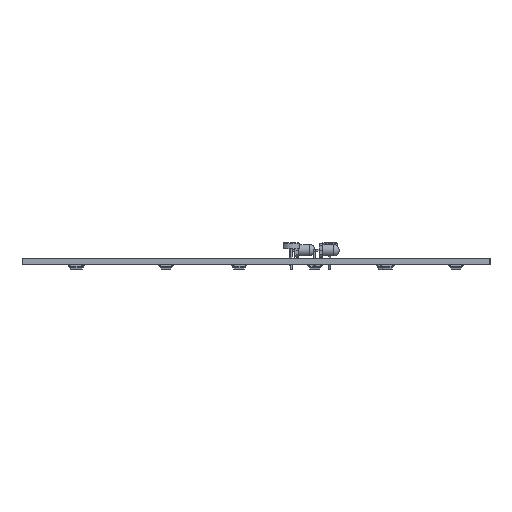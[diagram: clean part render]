
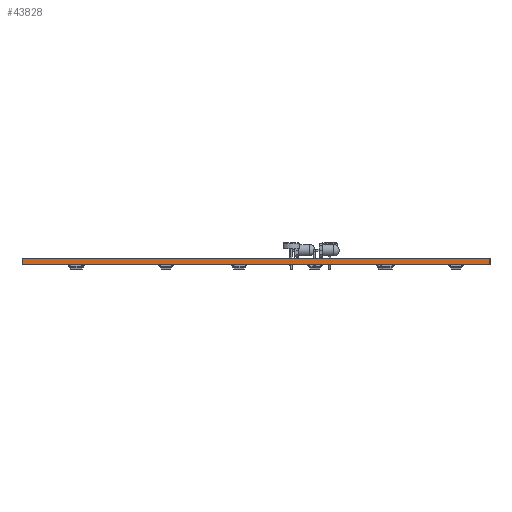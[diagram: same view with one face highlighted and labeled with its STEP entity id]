
A CAD part, left-side view. The second image highlights one B-rep face of the part: STEP entity #43828.
In plain terms, the highlighted planar face has unit normal (-1, 0, 0).
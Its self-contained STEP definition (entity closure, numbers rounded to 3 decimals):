
#11231 = PLANE('',#11232);
#11232 = AXIS2_PLACEMENT_3D('',#11233,#11234,#11235);
#11233 = CARTESIAN_POINT('',(203.345,-86.02,1.58));
#11234 = DIRECTION('',(-0.,-0.,-1.));
#11235 = DIRECTION('',(-1.,0.,0.));
#11259 = PLANE('',#11260);
#11260 = AXIS2_PLACEMENT_3D('',#11261,#11262,#11263);
#11261 = CARTESIAN_POINT('',(27.48,-147.52,0.));
#11262 = DIRECTION('',(0.,-1.,0.));
#11263 = DIRECTION('',(-1.,0.,0.));
#11285 = PLANE('',#11286);
#11286 = AXIS2_PLACEMENT_3D('',#11287,#11288,#11289);
#11287 = CARTESIAN_POINT('',(203.345,-86.02,0.));
#11288 = DIRECTION('',(-0.,-0.,-1.));
#11289 = DIRECTION('',(-1.,0.,0.));
#11378 = VERTEX_POINT('',#11379);
#11379 = CARTESIAN_POINT('',(24.21,-147.52,1.58));
#11400 = EDGE_CURVE('',#11401,#11378,#11403,.T.);
#11401 = VERTEX_POINT('',#11402);
#11402 = CARTESIAN_POINT('',(24.21,-147.52,0.));
#11403 = SURFACE_CURVE('',#11404,(#11408,#11415),.PCURVE_S1.);
#11404 = LINE('',#11405,#11406);
#11405 = CARTESIAN_POINT('',(24.21,-147.52,0.));
#11406 = VECTOR('',#11407,1.);
#11407 = DIRECTION('',(0.,0.,1.));
#11408 = PCURVE('',#11259,#11409);
#11409 = DEFINITIONAL_REPRESENTATION('',(#11410),#11414);
#11410 = LINE('',#11411,#11412);
#11411 = CARTESIAN_POINT('',(3.27,0.));
#11412 = VECTOR('',#11413,1.);
#11413 = DIRECTION('',(0.,-1.));
#11414 = ( GEOMETRIC_REPRESENTATION_CONTEXT(2) 
PARAMETRIC_REPRESENTATION_CONTEXT() REPRESENTATION_CONTEXT('2D SPACE',''
  ) );
#11415 = PCURVE('',#11416,#11421);
#11416 = PLANE('',#11417);
#11417 = AXIS2_PLACEMENT_3D('',#11418,#11419,#11420);
#11418 = CARTESIAN_POINT('',(24.21,-147.52,0.));
#11419 = DIRECTION('',(-1.,0.,0.));
#11420 = DIRECTION('',(0.,1.,0.));
#11421 = DEFINITIONAL_REPRESENTATION('',(#11422),#11426);
#11422 = LINE('',#11423,#11424);
#11423 = CARTESIAN_POINT('',(0.,0.));
#11424 = VECTOR('',#11425,1.);
#11425 = DIRECTION('',(0.,-1.));
#11426 = ( GEOMETRIC_REPRESENTATION_CONTEXT(2) 
PARAMETRIC_REPRESENTATION_CONTEXT() REPRESENTATION_CONTEXT('2D SPACE',''
  ) );
#11455 = EDGE_CURVE('',#11401,#11456,#11458,.T.);
#11456 = VERTEX_POINT('',#11457);
#11457 = CARTESIAN_POINT('',(24.21,-24.52,0.));
#11458 = SURFACE_CURVE('',#11459,(#11463,#11470),.PCURVE_S1.);
#11459 = LINE('',#11460,#11461);
#11460 = CARTESIAN_POINT('',(24.21,-147.52,0.));
#11461 = VECTOR('',#11462,1.);
#11462 = DIRECTION('',(0.,1.,0.));
#11463 = PCURVE('',#11285,#11464);
#11464 = DEFINITIONAL_REPRESENTATION('',(#11465),#11469);
#11465 = LINE('',#11466,#11467);
#11466 = CARTESIAN_POINT('',(179.135,-61.5));
#11467 = VECTOR('',#11468,1.);
#11468 = DIRECTION('',(0.,1.));
#11469 = ( GEOMETRIC_REPRESENTATION_CONTEXT(2) 
PARAMETRIC_REPRESENTATION_CONTEXT() REPRESENTATION_CONTEXT('2D SPACE',''
  ) );
#11470 = PCURVE('',#11416,#11471);
#11471 = DEFINITIONAL_REPRESENTATION('',(#11472),#11476);
#11472 = LINE('',#11473,#11474);
#11473 = CARTESIAN_POINT('',(0.,0.));
#11474 = VECTOR('',#11475,1.);
#11475 = DIRECTION('',(1.,0.));
#11476 = ( GEOMETRIC_REPRESENTATION_CONTEXT(2) 
PARAMETRIC_REPRESENTATION_CONTEXT() REPRESENTATION_CONTEXT('2D SPACE',''
  ) );
#11494 = PLANE('',#11495);
#11495 = AXIS2_PLACEMENT_3D('',#11496,#11497,#11498);
#11496 = CARTESIAN_POINT('',(24.21,-24.52,0.));
#11497 = DIRECTION('',(0.,1.,0.));
#11498 = DIRECTION('',(1.,0.,0.));
#28875 = EDGE_CURVE('',#11378,#28876,#28878,.T.);
#28876 = VERTEX_POINT('',#28877);
#28877 = CARTESIAN_POINT('',(24.21,-24.52,1.58));
#28878 = SURFACE_CURVE('',#28879,(#28883,#28890),.PCURVE_S1.);
#28879 = LINE('',#28880,#28881);
#28880 = CARTESIAN_POINT('',(24.21,-147.52,1.58));
#28881 = VECTOR('',#28882,1.);
#28882 = DIRECTION('',(0.,1.,0.));
#28883 = PCURVE('',#11231,#28884);
#28884 = DEFINITIONAL_REPRESENTATION('',(#28885),#28889);
#28885 = LINE('',#28886,#28887);
#28886 = CARTESIAN_POINT('',(179.135,-61.5));
#28887 = VECTOR('',#28888,1.);
#28888 = DIRECTION('',(0.,1.));
#28889 = ( GEOMETRIC_REPRESENTATION_CONTEXT(2) 
PARAMETRIC_REPRESENTATION_CONTEXT() REPRESENTATION_CONTEXT('2D SPACE',''
  ) );
#28890 = PCURVE('',#11416,#28891);
#28891 = DEFINITIONAL_REPRESENTATION('',(#28892),#28896);
#28892 = LINE('',#28893,#28894);
#28893 = CARTESIAN_POINT('',(0.,-1.58));
#28894 = VECTOR('',#28895,1.);
#28895 = DIRECTION('',(1.,0.));
#28896 = ( GEOMETRIC_REPRESENTATION_CONTEXT(2) 
PARAMETRIC_REPRESENTATION_CONTEXT() REPRESENTATION_CONTEXT('2D SPACE',''
  ) );
#43828 = ADVANCED_FACE('',(#43829),#11416,.T.);
#43829 = FACE_BOUND('',#43830,.T.);
#43830 = EDGE_LOOP('',(#43831,#43832,#43833,#43854));
#43831 = ORIENTED_EDGE('',*,*,#11400,.T.);
#43832 = ORIENTED_EDGE('',*,*,#28875,.T.);
#43833 = ORIENTED_EDGE('',*,*,#43834,.F.);
#43834 = EDGE_CURVE('',#11456,#28876,#43835,.T.);
#43835 = SURFACE_CURVE('',#43836,(#43840,#43847),.PCURVE_S1.);
#43836 = LINE('',#43837,#43838);
#43837 = CARTESIAN_POINT('',(24.21,-24.52,0.));
#43838 = VECTOR('',#43839,1.);
#43839 = DIRECTION('',(0.,0.,1.));
#43840 = PCURVE('',#11416,#43841);
#43841 = DEFINITIONAL_REPRESENTATION('',(#43842),#43846);
#43842 = LINE('',#43843,#43844);
#43843 = CARTESIAN_POINT('',(123.,0.));
#43844 = VECTOR('',#43845,1.);
#43845 = DIRECTION('',(0.,-1.));
#43846 = ( GEOMETRIC_REPRESENTATION_CONTEXT(2) 
PARAMETRIC_REPRESENTATION_CONTEXT() REPRESENTATION_CONTEXT('2D SPACE',''
  ) );
#43847 = PCURVE('',#11494,#43848);
#43848 = DEFINITIONAL_REPRESENTATION('',(#43849),#43853);
#43849 = LINE('',#43850,#43851);
#43850 = CARTESIAN_POINT('',(0.,0.));
#43851 = VECTOR('',#43852,1.);
#43852 = DIRECTION('',(0.,-1.));
#43853 = ( GEOMETRIC_REPRESENTATION_CONTEXT(2) 
PARAMETRIC_REPRESENTATION_CONTEXT() REPRESENTATION_CONTEXT('2D SPACE',''
  ) );
#43854 = ORIENTED_EDGE('',*,*,#11455,.F.);
